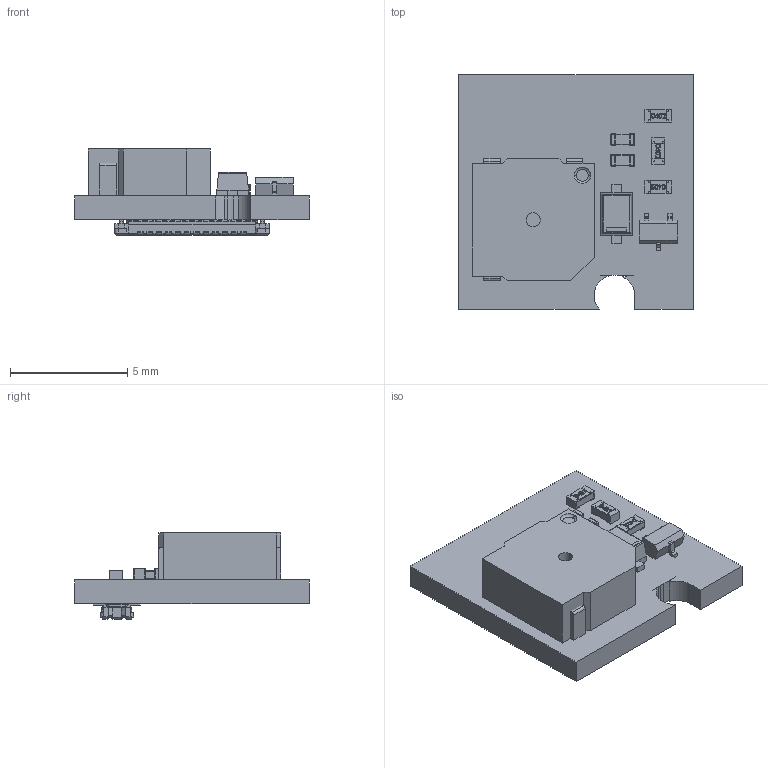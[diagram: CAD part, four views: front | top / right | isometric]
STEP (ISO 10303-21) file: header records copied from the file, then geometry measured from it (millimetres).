
FILE_DESCRIPTION(('Open CASCADE Model'),'2;1');
FILE_NAME('Open CASCADE Shape Model','2021-03-18T20:32:05',('Author'),( 'Open CASCADE'),'Open CASCADE STEP processor 6.8','Open CASCADE 6.8' ,'Unknown');
FILE_SCHEMA(('AUTOMOTIVE_DESIGN { 1 0 10303 214 1 1 1 1 }'));
Length unit declared in the file: millimetre
Products named in the file (19): PCB; Board; Open CASCADE STEP translator 6.8 4.1.1; Open CASCADE STEP translator 6.8 4.1.1.1; R6; RES_1005-0402; R2; R5; J1; axe624124; U1; User_Library-Beep_5020_SMT; Q2; SOT-416; C1; C0402; C2; D1; SOD323F-1
Assembly tree (21 placements, depth 4):
  PCB
    Board
      Open CASCADE STEP translator 6.8 4.1.1
        Open CASCADE STEP translator 6.8 4.1.1.1
    R6
      RES_1005-0402
    R2
      RES_1005-0402
    R5
      RES_1005-0402
    J1
      axe624124
    U1
      User_Library-Beep_5020_SMT
    Q2
      SOT-416
    C1
      C0402
    C2
      C0402
    D1
      SOD323F-1
Bounding box: 10 x 10 x 3.67 mm (x, y, z)
Volume: 159.7 mm3; surface area: 434.2 mm2
Topology: 26 solids, 26 shells, 1065 faces, 2746 edges, 1748 vertices
Faces by surface type: plane 745, cylinder 166, bspline 108, sphere 36, torus 6, cone 4
Entity records: 28432 total; most frequent: CARTESIAN_POINT 7003, ORIENTED_EDGE 4240, DIRECTION 3896, EDGE_CURVE 2120, LINE 1670, VECTOR 1670, VERTEX_POINT 1366, AXIS2_PLACEMENT_3D 1113
